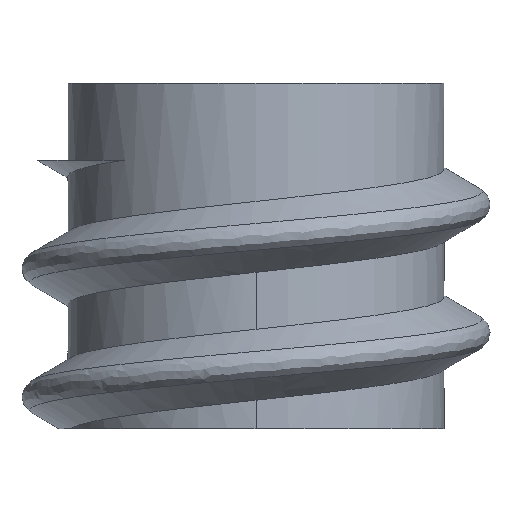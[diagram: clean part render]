
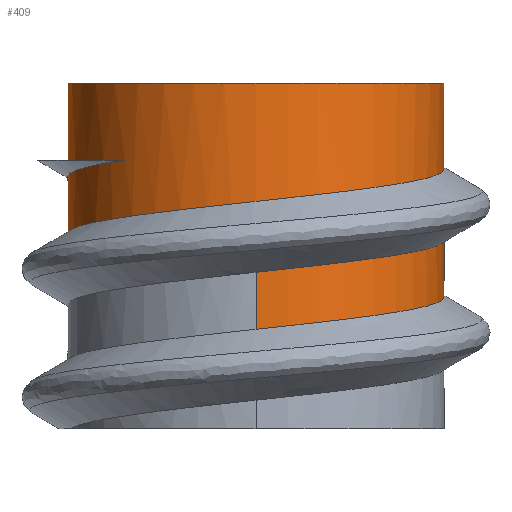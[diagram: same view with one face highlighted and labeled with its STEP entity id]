
A CAD part, left-side view. The second image highlights one B-rep face of the part: STEP entity #409.
In plain terms, the highlighted cylindrical face has radius 24.5 mm (diameter 49 mm), a full revolution.
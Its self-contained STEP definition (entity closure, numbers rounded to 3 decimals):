
#29=FACE_OUTER_BOUND('',#53,.T.);
#53=EDGE_LOOP('',(#268,#269,#270,#271,#272,#273,#274,#275,#276));
#79=CIRCLE('',#449,24.5);
#80=CIRCLE('',#450,24.5);
#81=CIRCLE('',#451,24.5);
#93=B_SPLINE_CURVE_WITH_KNOTS('',3,(#583,#584,#585,#586,#587,#588,#589,
#590),.UNSPECIFIED.,.F.,.F.,(4,1,1,1,1,4),(9.425,9.645,
10.127,10.609,11.092,11.453),
 .UNSPECIFIED.);
#94=B_SPLINE_CURVE_WITH_KNOTS('',3,(#594,#595,#596,#597,#598,#599,#600,
#601,#602,#603,#604,#605,#606,#607,#608),.UNSPECIFIED.,.F.,.F.,(4,1,1,1,
1,1,1,1,1,1,1,1,4),(9.425,9.7,10.176,
10.652,11.128,11.604,12.08,12.556,
13.032,13.508,13.984,14.46,14.936),
 .UNSPECIFIED.);
#95=B_SPLINE_CURVE_WITH_KNOTS('',3,(#611,#612,#613,#614,#615,#616,#617,
#618,#619,#620,#621,#622,#623,#624,#625,#626,#627),.UNSPECIFIED.,.F.,.F.,
(4,1,1,1,1,1,1,1,1,1,1,1,1,1,4),(3.142,3.376,3.858,
4.34,4.822,5.305,5.787,6.269,
6.751,7.234,7.716,8.198,8.68,
9.163,9.425),.UNSPECIFIED.);
#130=LINE('',#581,#144);
#131=LINE('',#610,#145);
#144=VECTOR('',#492,24.5);
#145=VECTOR('',#495,24.5);
#160=VERTEX_POINT('',#576);
#161=VERTEX_POINT('',#577);
#162=VERTEX_POINT('',#580);
#163=VERTEX_POINT('',#582);
#164=VERTEX_POINT('',#591);
#165=VERTEX_POINT('',#593);
#166=VERTEX_POINT('',#609);
#203=EDGE_CURVE('',#160,#161,#79,.T.);
#204=EDGE_CURVE('',#161,#160,#80,.T.);
#205=EDGE_CURVE('',#161,#162,#130,.T.);
#206=EDGE_CURVE('',#162,#163,#93,.T.);
#207=EDGE_CURVE('',#164,#163,#81,.T.);
#208=EDGE_CURVE('',#165,#164,#94,.T.);
#209=EDGE_CURVE('',#165,#166,#131,.T.);
#210=EDGE_CURVE('',#166,#162,#95,.T.);
#268=ORIENTED_EDGE('',*,*,#203,.F.);
#269=ORIENTED_EDGE('',*,*,#204,.F.);
#270=ORIENTED_EDGE('',*,*,#205,.T.);
#271=ORIENTED_EDGE('',*,*,#206,.T.);
#272=ORIENTED_EDGE('',*,*,#207,.F.);
#273=ORIENTED_EDGE('',*,*,#208,.F.);
#274=ORIENTED_EDGE('',*,*,#209,.T.);
#275=ORIENTED_EDGE('',*,*,#210,.T.);
#276=ORIENTED_EDGE('',*,*,#205,.F.);
#396=CYLINDRICAL_SURFACE('',#448,24.5);
#409=ADVANCED_FACE('',(#29),#396,.T.);
#448=AXIS2_PLACEMENT_3D('',#575,#486,#487);
#449=AXIS2_PLACEMENT_3D('',#578,#488,#489);
#450=AXIS2_PLACEMENT_3D('',#579,#490,#491);
#451=AXIS2_PLACEMENT_3D('',#592,#493,#494);
#486=DIRECTION('center_axis',(0.,0.,1.));
#487=DIRECTION('ref_axis',(1.,0.,0.));
#488=DIRECTION('center_axis',(0.,0.,1.));
#489=DIRECTION('ref_axis',(-1.,0.,0.));
#490=DIRECTION('center_axis',(0.,0.,1.));
#491=DIRECTION('ref_axis',(-1.,0.,0.));
#492=DIRECTION('',(0.,0.,-1.));
#493=DIRECTION('center_axis',(0.,0.,-1.));
#494=DIRECTION('ref_axis',(-1.,0.,0.));
#495=DIRECTION('',(0.,0.,-1.));
#575=CARTESIAN_POINT('Origin',(0.,0.,0.));
#576=CARTESIAN_POINT('',(10.83,-21.976,45.));
#577=CARTESIAN_POINT('',(-24.5,0.,45.));
#578=CARTESIAN_POINT('Origin',(0.,0.,45.));
#579=CARTESIAN_POINT('Origin',(0.,0.,45.));
#580=CARTESIAN_POINT('',(-24.5,0.,29.619));
#581=CARTESIAN_POINT('',(-24.5,0.,0.));
#582=CARTESIAN_POINT('',(10.83,-21.976,35.));
#583=CARTESIAN_POINT('Ctrl Pts',(-24.498,0.,
29.619));
#584=CARTESIAN_POINT('Ctrl Pts',(-24.499,-1.797,29.813));
#585=CARTESIAN_POINT('Ctrl Pts',(-23.875,-7.533,30.434));
#586=CARTESIAN_POINT('Ctrl Pts',(-19.443,-16.452,31.482));
#587=CARTESIAN_POINT('Ctrl Pts',(-9.596,-23.593,32.761));
#588=CARTESIAN_POINT('Ctrl Pts',(1.439,-25.206,33.934));
#589=CARTESIAN_POINT('Ctrl Pts',(8.178,-23.28,34.68));
#590=CARTESIAN_POINT('Ctrl Pts',(10.83,-21.976,35.));
#591=CARTESIAN_POINT('',(-17.554,17.091,35.));
#592=CARTESIAN_POINT('Origin',(0.,0.,35.));
#593=CARTESIAN_POINT('',(-24.5,0.,20.381));
#594=CARTESIAN_POINT('Ctrl Pts',(-24.498,0.,
20.381));
#595=CARTESIAN_POINT('Ctrl Pts',(-24.498,-2.249,20.625));
#596=CARTESIAN_POINT('Ctrl Pts',(-23.658,-8.386,21.289));
#597=CARTESIAN_POINT('Ctrl Pts',(-18.594,-17.369,22.374));
#598=CARTESIAN_POINT('Ctrl Pts',(-8.569,-23.958,23.637));
#599=CARTESIAN_POINT('Ctrl Pts',(3.362,-25.222,24.899));
#600=CARTESIAN_POINT('Ctrl Pts',(14.545,-20.878,26.162));
#601=CARTESIAN_POINT('Ctrl Pts',(22.494,-11.892,27.424));
#602=CARTESIAN_POINT('Ctrl Pts',(25.443,-0.263,28.687));
#603=CARTESIAN_POINT('Ctrl Pts',(22.736,11.424,29.95));
#604=CARTESIAN_POINT('Ctrl Pts',(14.973,20.572,31.212));
#605=CARTESIAN_POINT('Ctrl Pts',(3.883,25.147,32.475));
#606=CARTESIAN_POINT('Ctrl Pts',(-8.072,24.13,33.737));
#607=CARTESIAN_POINT('Ctrl Pts',(-14.843,19.876,34.579));
#608=CARTESIAN_POINT('Ctrl Pts',(-17.554,17.091,35.));
#609=CARTESIAN_POINT('',(-24.5,0.,12.952));
#610=CARTESIAN_POINT('',(-24.5,0.,0.));
#611=CARTESIAN_POINT('Ctrl Pts',(-24.498,0.,
12.952));
#612=CARTESIAN_POINT('Ctrl Pts',(-24.498,-1.912,13.159));
#613=CARTESIAN_POINT('Ctrl Pts',(-23.821,-7.763,13.792));
#614=CARTESIAN_POINT('Ctrl Pts',(-19.21,-16.724,14.852));
#615=CARTESIAN_POINT('Ctrl Pts',(-9.263,-23.726,16.131));
#616=CARTESIAN_POINT('Ctrl Pts',(2.796,-25.316,17.411));
#617=CARTESIAN_POINT('Ctrl Pts',(14.218,-21.132,18.69));
#618=CARTESIAN_POINT('Ctrl Pts',(22.397,-12.128,19.969));
#619=CARTESIAN_POINT('Ctrl Pts',(25.468,-0.358,21.248));
#620=CARTESIAN_POINT('Ctrl Pts',(22.729,11.494,22.527));
#621=CARTESIAN_POINT('Ctrl Pts',(14.807,20.724,23.807));
#622=CARTESIAN_POINT('Ctrl Pts',(3.507,25.227,25.086));
#623=CARTESIAN_POINT('Ctrl Pts',(-8.592,23.977,26.365));
#624=CARTESIAN_POINT('Ctrl Pts',(-18.732,17.258,27.644));
#625=CARTESIAN_POINT('Ctrl Pts',(-23.707,8.223,28.729));
#626=CARTESIAN_POINT('Ctrl Pts',(-24.498,2.142,29.387));
#627=CARTESIAN_POINT('Ctrl Pts',(-24.498,0.,
29.619));
